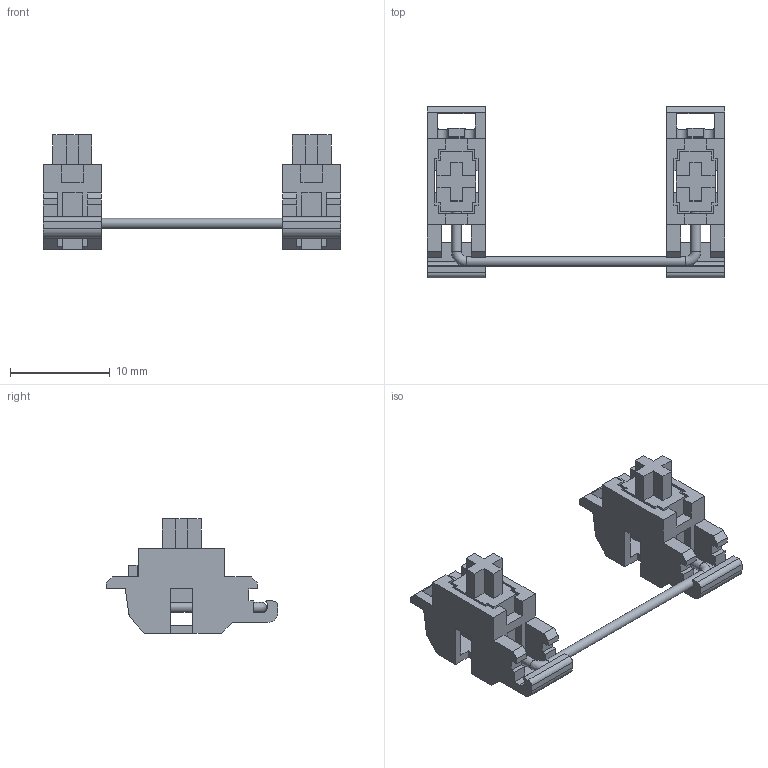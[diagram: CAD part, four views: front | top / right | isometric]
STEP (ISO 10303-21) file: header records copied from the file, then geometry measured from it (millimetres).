
FILE_DESCRIPTION(/* description */ (''),/* implementation_level */ '2;1');
FILE_NAME(/* name */ '2u Stab.step',/* time_stamp */ '2025-09-01T01:06:57-05:00',/* author */ (''),/* organization */ (''),/* preprocessor_version */ 'ST-DEVELOPER v20.1',/* originating_system */ 'Autodesk Translation Framework v14.10.0.0',/* authorisation */ '');
FILE_SCHEMA (('AUTOMOTIVE_DESIGN { 1 0 10303 214 3 1 1 }'));
Length unit declared in the file: millimetre
Products named in the file (3): 2u Stab; Wire; Stab Side
Assembly tree (3 placements, depth 2):
  2u Stab
    Wire
    Stab Side  x2
Bounding box: 29.85 x 17.23 x 11.5 mm (x, y, z)
Volume: 838.4 mm3; surface area: 1914.2 mm2
Topology: 5 solids, 5 shells, 231 faces, 695 edges, 458 vertices
Faces by surface type: plane 214, cylinder 15, torus 2
Full cylindrical faces by diameter (mm): 1 x3
Entity records: 4048 total; most frequent: CARTESIAN_POINT 714, ORIENTED_EDGE 710, DIRECTION 633, EDGE_CURVE 355, LINE 327, VECTOR 327, VERTEX_POINT 234, AXIS2_PLACEMENT_3D 153
